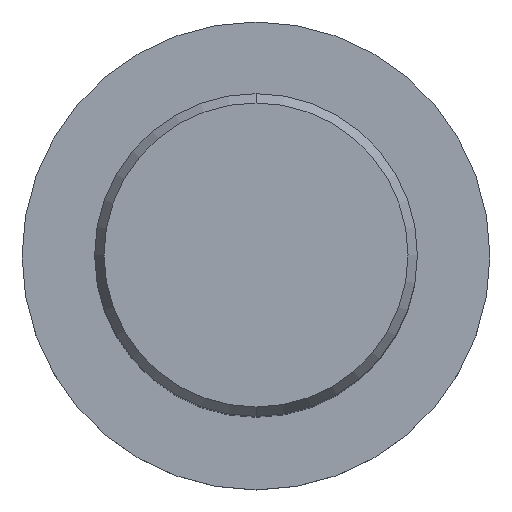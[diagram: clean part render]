
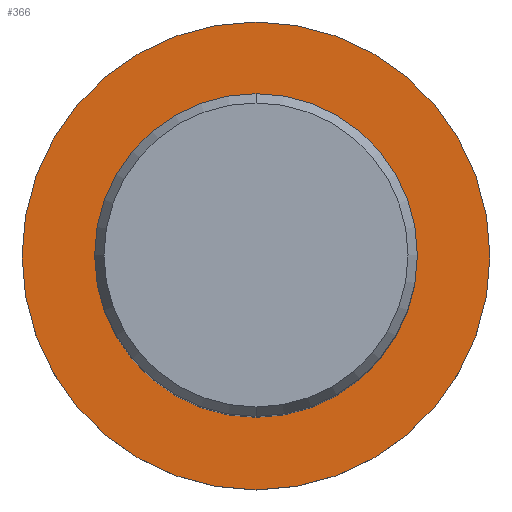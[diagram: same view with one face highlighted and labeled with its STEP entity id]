
A CAD part, top view. The second image highlights one B-rep face of the part: STEP entity #366.
In plain terms, the highlighted planar face has unit normal (0, 0, 1).
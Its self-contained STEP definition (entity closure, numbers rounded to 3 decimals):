
#228=VERTEX_POINT('',#565);
#274=EDGE_CURVE('',#408,#458,#616,.T.);
#366=ADVANCED_FACE('',(#718,#719),#720,.T.);
#408=VERTEX_POINT('',#766);
#426=VERTEX_POINT('',#785);
#452=EDGE_CURVE('',#426,#228,#811,.T.);
#458=VERTEX_POINT('',#817);
#490=EDGE_CURVE('',#228,#426,#853,.T.);
#500=EDGE_CURVE('',#458,#408,#864,.T.);
#565=CARTESIAN_POINT('',(0.0,29.0,-70.0));
#616=CIRCLE('',#1056,20.0);
#718=FACE_BOUND('',#1283,.T.);
#719=FACE_OUTER_BOUND('',#1284,.T.);
#720=PLANE('',#1285);
#766=CARTESIAN_POINT('',(0.,-20.0,-70.0));
#785=CARTESIAN_POINT('',(0.,-29.0,-70.0));
#811=CIRCLE('',#1460,29.0);
#817=CARTESIAN_POINT('',(0.0,20.0,-70.0));
#853=CIRCLE('',#1568,29.0);
#864=CIRCLE('',#1598,20.0);
#1056=AXIS2_PLACEMENT_3D('',#1714,#1715,#1716);
#1283=EDGE_LOOP('',(#1835,#1836));
#1284=EDGE_LOOP('',(#1837,#1838));
#1285=AXIS2_PLACEMENT_3D('',#1839,#1840,#1841);
#1460=AXIS2_PLACEMENT_3D('',#1927,#1928,#1929);
#1568=AXIS2_PLACEMENT_3D('',#1989,#1990,#1991);
#1598=AXIS2_PLACEMENT_3D('',#2001,#2002,#2003);
#1714=CARTESIAN_POINT('',(0.0,0.0,-70.0));
#1715=DIRECTION('',(-0.0,0.0,-1.0));
#1716=DIRECTION('',(0.0,1.0,0.0));
#1835=ORIENTED_EDGE('',*,*,#500,.T.);
#1836=ORIENTED_EDGE('',*,*,#274,.T.);
#1837=ORIENTED_EDGE('',*,*,#490,.F.);
#1838=ORIENTED_EDGE('',*,*,#452,.F.);
#1839=CARTESIAN_POINT('',(0.0,14.5,-70.0));
#1840=DIRECTION('',(-0.0,0.0,1.0));
#1841=DIRECTION('',(0.0,-1.0,0.0));
#1927=CARTESIAN_POINT('',(0.0,0.0,-70.0));
#1928=DIRECTION('',(0.0,0.0,-1.0));
#1929=DIRECTION('',(0.0,1.0,0.0));
#1989=CARTESIAN_POINT('',(0.0,0.0,-70.0));
#1990=DIRECTION('',(0.0,0.0,-1.0));
#1991=DIRECTION('',(0.0,1.0,0.0));
#2001=CARTESIAN_POINT('',(0.0,0.0,-70.0));
#2002=DIRECTION('',(-0.0,0.0,-1.0));
#2003=DIRECTION('',(0.0,1.0,0.0));
